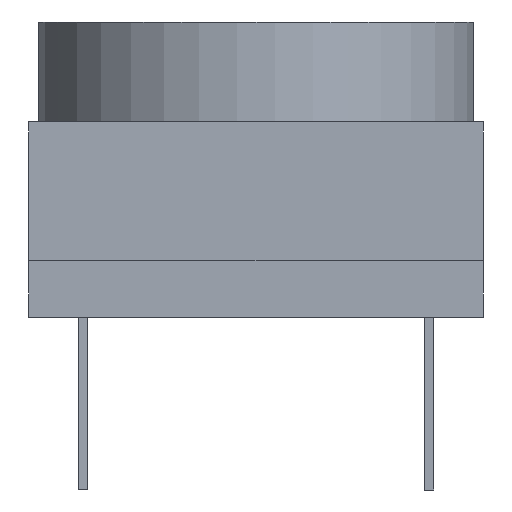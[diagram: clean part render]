
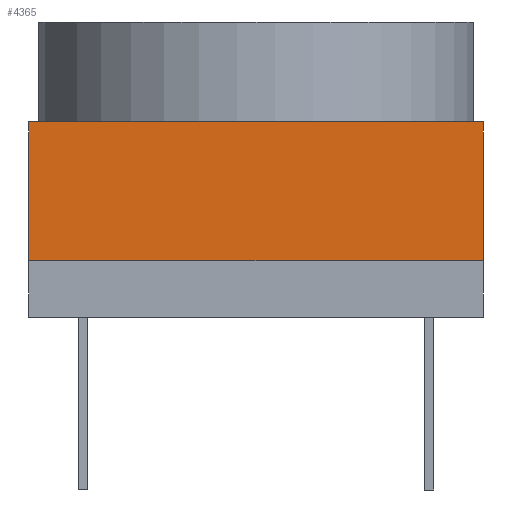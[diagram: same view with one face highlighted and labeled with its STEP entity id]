
A CAD part, front view. The second image highlights one B-rep face of the part: STEP entity #4365.
In plain terms, the highlighted planar face has unit normal (0, -1, 0).
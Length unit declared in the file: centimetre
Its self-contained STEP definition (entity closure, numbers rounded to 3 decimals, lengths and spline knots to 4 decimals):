
#619=FACE_OUTER_BOUND('',#881,.T.);
#881=EDGE_LOOP('',(#4000,#4001,#4002,#4003));
#956=LINE('',#5325,#1359);
#1272=LINE('',#7901,#1675);
#1278=LINE('',#7914,#1681);
#1284=LINE('',#7927,#1687);
#1359=VECTOR('',#4646,1.);
#1675=VECTOR('',#5136,1.);
#1681=VECTOR('',#5146,1.);
#1687=VECTOR('',#5166,1.);
#1733=VERTEX_POINT('',#5307);
#1737=VERTEX_POINT('',#5321);
#2101=VERTEX_POINT('',#7898);
#2102=VERTEX_POINT('',#7900);
#2182=EDGE_CURVE('',#1733,#1737,#956,.T.);
#2726=EDGE_CURVE('',#2102,#2101,#1272,.T.);
#2733=EDGE_CURVE('',#2101,#1733,#1278,.T.);
#2739=EDGE_CURVE('',#1737,#2102,#1284,.T.);
#4000=ORIENTED_EDGE('',*,*,#2726,.T.);
#4001=ORIENTED_EDGE('',*,*,#2733,.T.);
#4002=ORIENTED_EDGE('',*,*,#2182,.T.);
#4003=ORIENTED_EDGE('',*,*,#2739,.T.);
#4127=PLANE('',#4507);
#4365=ADVANCED_FACE('',(#619),#4127,.T.);
#4507=AXIS2_PLACEMENT_3D('',#7928,#5167,#5168);
#4646=DIRECTION('',(1.,0.,0.));
#5136=DIRECTION('',(-1.,0.,0.));
#5146=DIRECTION('',(0.,0.,-1.));
#5166=DIRECTION('',(0.,0.,1.));
#5167=DIRECTION('center_axis',(0.,-1.,0.));
#5168=DIRECTION('ref_axis',(0.,0.,
-1.));
#5307=CARTESIAN_POINT('',(-0.5,-0.5,-0.1525));
#5321=CARTESIAN_POINT('',(0.5,-0.5,-0.1525));
#5325=CARTESIAN_POINT('',(-0.5,-0.5,-0.1525));
#7898=CARTESIAN_POINT('',(-0.5,-0.5,0.1525));
#7900=CARTESIAN_POINT('',(0.5,-0.5,0.1525));
#7901=CARTESIAN_POINT('',(-0.5,-0.5,0.1525));
#7914=CARTESIAN_POINT('',(-0.5,-0.5,0.));
#7927=CARTESIAN_POINT('',(0.5,-0.5,0.));
#7928=CARTESIAN_POINT('Origin',(0.5,-0.5,0.));
